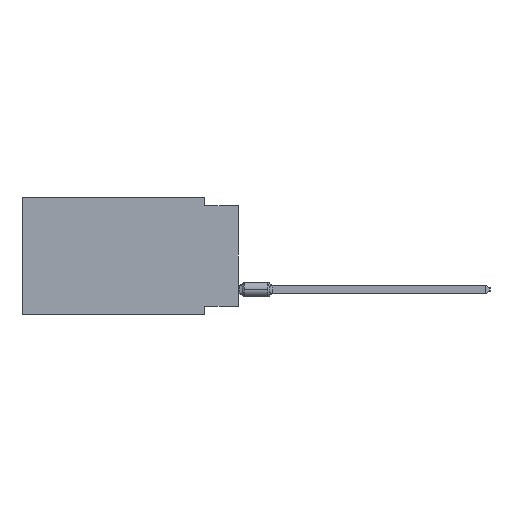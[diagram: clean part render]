
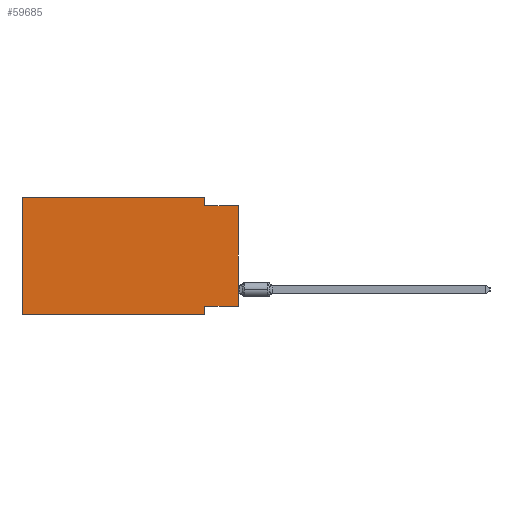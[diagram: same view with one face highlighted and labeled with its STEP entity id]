
A CAD part, left-side view. The second image highlights one B-rep face of the part: STEP entity #59685.
In plain terms, the highlighted planar face has unit normal (-1, 0, 0).
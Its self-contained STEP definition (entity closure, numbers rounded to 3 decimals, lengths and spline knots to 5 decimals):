
#1110 = CARTESIAN_POINT ( 'NONE',  ( 0., 0.645, -0.35 ) ) ;
#1118 = CARTESIAN_POINT ( 'NONE',  ( 0., 0.1, -0.35 ) ) ;
#1381 = ORIENTED_EDGE ( 'NONE', *, *, #78133, .F. ) ;
#2075 = ORIENTED_EDGE ( 'NONE', *, *, #13843, .F. ) ;
#2845 = FACE_OUTER_BOUND ( 'NONE', #54792, .T. ) ;
#4741 = VECTOR ( 'NONE', #11857, 39.37008 ) ;
#6093 = VECTOR ( 'NONE', #28830, 39.37008 ) ;
#8212 = EDGE_CURVE ( 'NONE', #36466, #71263, #87058, .T. ) ;
#9972 = EDGE_CURVE ( 'NONE', #29602, #76402, #54506, .T. ) ;
#10890 = CARTESIAN_POINT ( 'NONE',  ( 0., 0., -0.025 ) ) ;
#11857 = DIRECTION ( 'NONE',  ( 0., 0., 1. ) ) ;
#13843 = EDGE_CURVE ( 'NONE', #63776, #36199, #68808, .T. ) ;
#18123 = EDGE_CURVE ( 'NONE', #29602, #87404, #30061, .T. ) ;
#18678 = AXIS2_PLACEMENT_3D ( 'NONE', #57770, #65860, #73488 ) ;
#18694 = VECTOR ( 'NONE', #52729, 39.37008 ) ;
#22740 = LINE ( 'NONE', #1118, #49552 ) ;
#23669 = CARTESIAN_POINT ( 'NONE',  ( 0., 0.645, 0. ) ) ;
#24192 = DIRECTION ( 'NONE',  ( 0., 0., 1. ) ) ;
#26163 = LINE ( 'NONE', #10890, #18694 ) ;
#26264 = VECTOR ( 'NONE', #66302, 39.37008 ) ;
#28547 = CARTESIAN_POINT ( 'NONE',  ( 0., 0.1, -0.35 ) ) ;
#28585 = DIRECTION ( 'NONE',  ( 0., -1., 0. ) ) ;
#28830 = DIRECTION ( 'NONE',  ( 0., 1., 0. ) ) ;
#29602 = VERTEX_POINT ( 'NONE', #80208 ) ;
#30061 = LINE ( 'NONE', #85426, #77437 ) ;
#30306 = PLANE ( 'NONE',  #18678 ) ;
#31564 = VERTEX_POINT ( 'NONE', #28547 ) ;
#34241 = ORIENTED_EDGE ( 'NONE', *, *, #85497, .F. ) ;
#35391 = CARTESIAN_POINT ( 'NONE',  ( 0., 0.1, 0. ) ) ;
#36199 = VERTEX_POINT ( 'NONE', #71544 ) ;
#36466 = VERTEX_POINT ( 'NONE', #84054 ) ;
#38223 = EDGE_CURVE ( 'NONE', #36466, #31564, #62798, .T. ) ;
#41162 = VECTOR ( 'NONE', #48077, 39.37008 ) ;
#45287 = ORIENTED_EDGE ( 'NONE', *, *, #18123, .T. ) ;
#45566 = CARTESIAN_POINT ( 'NONE',  ( 0., 0.645, 0. ) ) ;
#45623 = ORIENTED_EDGE ( 'NONE', *, *, #9972, .F. ) ;
#48077 = DIRECTION ( 'NONE',  ( 0., 0., -1. ) ) ;
#49552 = VECTOR ( 'NONE', #63265, 39.37008 ) ;
#52729 = DIRECTION ( 'NONE',  ( 0., -1., 0. ) ) ;
#54506 = LINE ( 'NONE', #54956, #6093 ) ;
#54792 = EDGE_LOOP ( 'NONE', ( #45287, #34241, #2075, #88673, #73981, #60822, #1381, #45623 ) ) ;
#54956 = CARTESIAN_POINT ( 'NONE',  ( 0., 0., -0.325 ) ) ;
#57770 = CARTESIAN_POINT ( 'NONE',  ( 0., 0.645, 0. ) ) ;
#58209 = LINE ( 'NONE', #45566, #26264 ) ;
#59685 = ADVANCED_FACE ( 'NONE', ( #2845 ), #30306, .F. ) ;
#60822 = ORIENTED_EDGE ( 'NONE', *, *, #38223, .T. ) ;
#62708 = EDGE_CURVE ( 'NONE', #71263, #63776, #58209, .T. ) ;
#62798 = LINE ( 'NONE', #1110, #84629 ) ;
#63265 = DIRECTION ( 'NONE',  ( 0., 0., -1. ) ) ;
#63776 = VERTEX_POINT ( 'NONE', #35391 ) ;
#65860 = DIRECTION ( 'NONE',  ( 1., 0., 0. ) ) ;
#66302 = DIRECTION ( 'NONE',  ( 0., -1., 0. ) ) ;
#68808 = LINE ( 'NONE', #69251, #41162 ) ;
#69251 = CARTESIAN_POINT ( 'NONE',  ( 0., 0.1, 0. ) ) ;
#71263 = VERTEX_POINT ( 'NONE', #23669 ) ;
#71544 = CARTESIAN_POINT ( 'NONE',  ( 0., 0.1, -0.025 ) ) ;
#73488 = DIRECTION ( 'NONE',  ( 0., 0., -1. ) ) ;
#73551 = CARTESIAN_POINT ( 'NONE',  ( 0., 0.645, 0. ) ) ;
#73981 = ORIENTED_EDGE ( 'NONE', *, *, #8212, .F. ) ;
#76402 = VERTEX_POINT ( 'NONE', #88857 ) ;
#77437 = VECTOR ( 'NONE', #24192, 39.37008 ) ;
#78133 = EDGE_CURVE ( 'NONE', #76402, #31564, #22740, .T. ) ;
#80208 = CARTESIAN_POINT ( 'NONE',  ( 0., 0., -0.325 ) ) ;
#83000 = CARTESIAN_POINT ( 'NONE',  ( 0., 0., -0.025 ) ) ;
#84054 = CARTESIAN_POINT ( 'NONE',  ( 0., 0.645, -0.35 ) ) ;
#84629 = VECTOR ( 'NONE', #28585, 39.37008 ) ;
#85426 = CARTESIAN_POINT ( 'NONE',  ( 0., 0., 0. ) ) ;
#85497 = EDGE_CURVE ( 'NONE', #36199, #87404, #26163, .T. ) ;
#87058 = LINE ( 'NONE', #73551, #4741 ) ;
#87404 = VERTEX_POINT ( 'NONE', #83000 ) ;
#88673 = ORIENTED_EDGE ( 'NONE', *, *, #62708, .F. ) ;
#88857 = CARTESIAN_POINT ( 'NONE',  ( 0., 0.1, -0.325 ) ) ;
